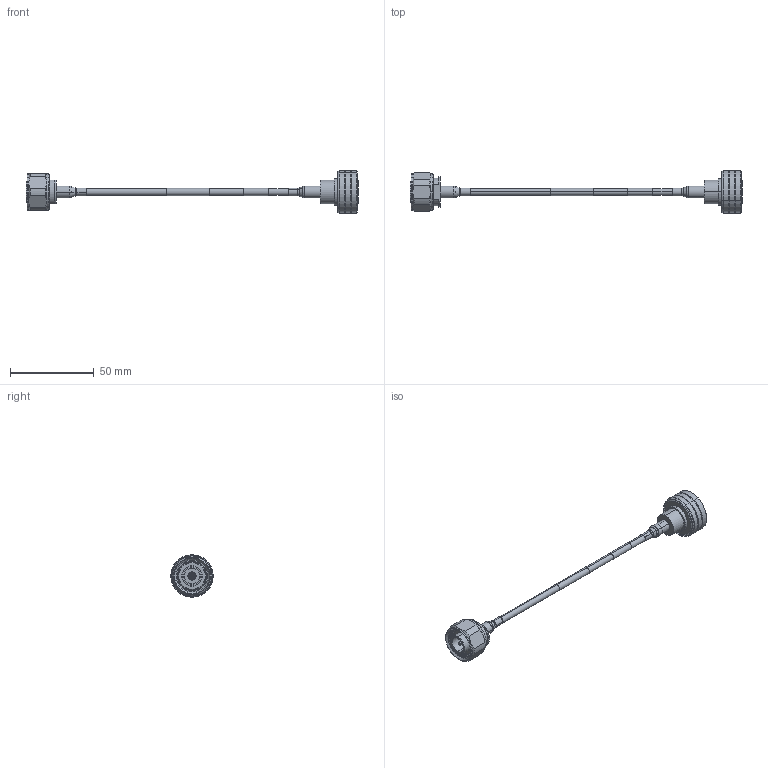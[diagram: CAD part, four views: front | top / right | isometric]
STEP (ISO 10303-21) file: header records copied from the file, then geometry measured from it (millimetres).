
FILE_DESCRIPTION (( 'STEP AP214' ), '1' );
FILE_NAME ('FMCA2467_3D.step', '2024-07-18T18:16:23', ( '' ), ( '' ), 'SwSTEP 2.0', 'SolidWorks 2022', '' );
FILE_SCHEMA (( 'AUTOMOTIVE_DESIGN' ));
Length unit declared in the file: inch
Products named in the file (5): Copy of TC-402-4310MS-LP-PE^FMCA2467; Copy of TFT-402-LF^FMCA2467_LABEL PE+FM; Copy of TFT-402-MA1^FMCA2467; FMCA2467_3D; Copy of TC-402-4195M-LP-PE^FMCA2467
Assembly tree (5 placements, depth 2):
  FMCA2467_3D
    Copy of TFT-402-LF^FMCA2467_LABEL PE+FM
    Copy of TC-402-4195M-LP-PE^FMCA2467
    Copy of TFT-402-MA1^FMCA2467  x2
    Copy of TC-402-4310MS-LP-PE^FMCA2467
Bounding box: 197.85 x 25.21 x 25.21 mm (x, y, z)
Volume: 12641.9 mm3; surface area: 14819.2 mm2
Topology: 10 solids, 10 shells, 413 faces, 859 edges, 510 vertices
Faces by surface type: cylinder 147, cone 112, plane 82, torus 72
Entity records: 11403 total; most frequent: CARTESIAN_POINT 2305, DIRECTION 2093, ORIENTED_EDGE 1630, AXIS2_PLACEMENT_3D 909, EDGE_CURVE 815, CIRCLE 510, VERTEX_POINT 486, EDGE_LOOP 447
